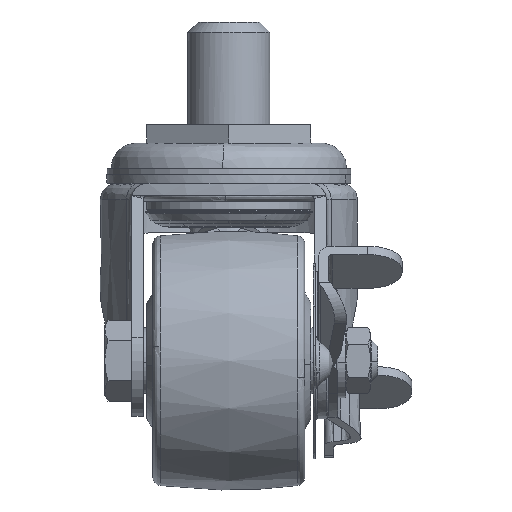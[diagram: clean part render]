
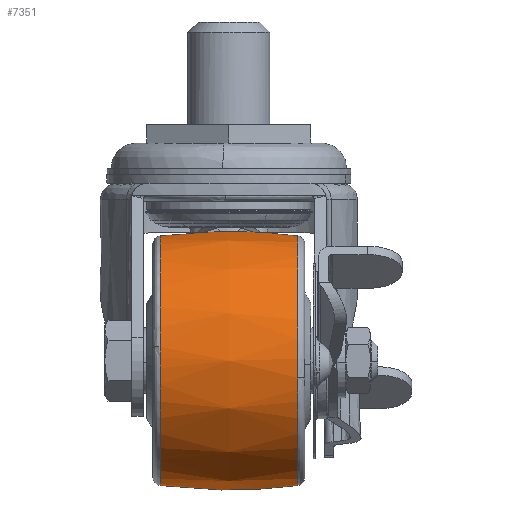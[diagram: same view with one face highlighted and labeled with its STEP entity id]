
A CAD part, left-side view. The second image highlights one B-rep face of the part: STEP entity #7351.
In plain terms, the highlighted free-form (B-spline) face has degree [2, 2] with [3, 7] control points.
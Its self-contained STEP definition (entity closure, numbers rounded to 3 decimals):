
#7000=CARTESIAN_POINT('',(-36.0,-16.758,-22.585));
#7001=VERTEX_POINT('',#7000);
#7015=CARTESIAN_POINT('',(-66.125,-16.758,-57.191));
#7016=VERTEX_POINT('',#7015);
#7017=CARTESIAN_POINT('',(-66.125,-16.758,-57.191));
#7018=CARTESIAN_POINT('',(-66.415,-16.758,-55.106));
#7019=CARTESIAN_POINT('',(-66.415,-16.758,-53.));
#7020=CARTESIAN_POINT('',(-66.415,-16.758,-22.585));
#7021=CARTESIAN_POINT('',(-36.0,-16.758,-22.585));
#7029=(BOUNDED_CURVE()B_SPLINE_CURVE(2,(#7017,#7018,#7019,#7020,#7021),.UNSPECIFIED.,.F.,.U.)B_SPLINE_CURVE_WITH_KNOTS((3,2,3),(0.726,0.75,1.0),.UNSPECIFIED.)CURVE()GEOMETRIC_REPRESENTATION_ITEM()RATIONAL_B_SPLINE_CURVE((0.95,0.972,1.0,0.707,1.0))REPRESENTATION_ITEM(''));
#7030=EDGE_CURVE('',#7016,#7001,#7029,.T.);
#7079=CARTESIAN_POINT('',(-36.0,-16.758,-83.415));
#7080=VERTEX_POINT('',#7079);
#7081=CARTESIAN_POINT('',(-36.0,-16.758,-83.415));
#7082=CARTESIAN_POINT('',(-62.477,-16.758,-83.415));
#7083=CARTESIAN_POINT('',(-66.125,-16.758,-57.191));
#7091=(BOUNDED_CURVE()B_SPLINE_CURVE(2,(#7081,#7082,#7083),.UNSPECIFIED.,.F.,.U.)B_SPLINE_CURVE_WITH_KNOTS((3,3),(0.5,0.726),.UNSPECIFIED.)CURVE()GEOMETRIC_REPRESENTATION_ITEM()RATIONAL_B_SPLINE_CURVE((1.0,0.735,0.95))REPRESENTATION_ITEM(''));
#7092=EDGE_CURVE('',#7080,#7016,#7091,.T.);
#7221=CARTESIAN_POINT('',(-36.0,16.758,-22.585));
#7222=VERTEX_POINT('',#7221);
#7223=CARTESIAN_POINT('',(-36.,16.758,-22.585));
#7224=CARTESIAN_POINT('',(-36.0,0.,-20.407));
#7225=CARTESIAN_POINT('',(-36.,-16.758,-22.585));
#7233=(BOUNDED_CURVE()B_SPLINE_CURVE(2,(#7223,#7224,#7225),.UNSPECIFIED.,.F.,.U.)B_SPLINE_CURVE_WITH_KNOTS((3,3),(0.413,0.587),.UNSPECIFIED.)CURVE()GEOMETRIC_REPRESENTATION_ITEM()RATIONAL_B_SPLINE_CURVE((0.883,0.875,0.883))REPRESENTATION_ITEM(''));
#7234=EDGE_CURVE('',#7222,#7001,#7233,.T.);
#7238=CARTESIAN_POINT('',(-36.0,16.758,-83.415));
#7239=VERTEX_POINT('',#7238);
#7240=CARTESIAN_POINT('',(-36.0,16.758,-83.415));
#7241=CARTESIAN_POINT('',(-36.0,0.,-85.594));
#7242=CARTESIAN_POINT('',(-36.,-16.758,-83.415));
#7250=(BOUNDED_CURVE()B_SPLINE_CURVE(2,(#7240,#7241,#7242),.UNSPECIFIED.,.F.,.U.)B_SPLINE_CURVE_WITH_KNOTS((3,3),(0.413,0.587),.UNSPECIFIED.)CURVE()GEOMETRIC_REPRESENTATION_ITEM()RATIONAL_B_SPLINE_CURVE((0.883,0.875,0.883))REPRESENTATION_ITEM(''));
#7251=EDGE_CURVE('',#7239,#7080,#7250,.T.);
#7286=CARTESIAN_POINT('',(-35.156,18.416,-83.189));
#7287=CARTESIAN_POINT('',(-35.082,0.,-85.824));
#7288=CARTESIAN_POINT('',(-35.156,-18.416,-83.189));
#7289=CARTESIAN_POINT('',(-35.576,18.416,-83.189));
#7290=CARTESIAN_POINT('',(-35.539,0.,-85.824));
#7291=CARTESIAN_POINT('',(-35.576,-18.416,-83.189));
#7292=CARTESIAN_POINT('',(-66.189,18.416,-83.189));
#7293=CARTESIAN_POINT('',(-68.824,0.,-85.824));
#7294=CARTESIAN_POINT('',(-66.189,-18.416,-83.189));
#7295=CARTESIAN_POINT('',(-66.189,18.416,-53.));
#7296=CARTESIAN_POINT('',(-68.824,0.,-53.));
#7297=CARTESIAN_POINT('',(-66.189,-18.416,-53.));
#7298=CARTESIAN_POINT('',(-66.189,18.416,-22.812));
#7299=CARTESIAN_POINT('',(-68.824,0.,-20.176));
#7300=CARTESIAN_POINT('',(-66.189,-18.416,-22.812));
#7301=CARTESIAN_POINT('',(-35.576,18.416,-22.812));
#7302=CARTESIAN_POINT('',(-35.539,0.,-20.176));
#7303=CARTESIAN_POINT('',(-35.576,-18.416,-22.812));
#7304=CARTESIAN_POINT('',(-35.156,18.416,-22.812));
#7305=CARTESIAN_POINT('',(-35.082,0.,-20.176));
#7306=CARTESIAN_POINT('',(-35.156,-18.416,-22.812));
#7314=(BOUNDED_SURFACE()B_SPLINE_SURFACE(2,2,((#7286,#7289,#7292,#7295,#7298,#7301,#7304),(#7287,#7290,#7293,#7296,#7299,#7302,#7305),(#7288,#7291,#7294,#7297,#7300,#7303,#7306)),.UNSPECIFIED.,.F.,.F.,.U.)B_SPLINE_SURFACE_WITH_KNOTS((3,3),(3,1,2,1,3),(0.0,37.018),(0.0,1.044,53.234,105.424,106.468),.UNSPECIFIED.)GEOMETRIC_REPRESENTATION_ITEM()RATIONAL_B_SPLINE_SURFACE(((0.894,0.888,0.625,0.883,0.625,0.888,0.894),(0.885,0.88,0.618,0.874,0.618,0.88,0.885),(0.894,0.888,0.625,0.883,0.625,0.888,0.894)))REPRESENTATION_ITEM('')SURFACE());
#7315=ORIENTED_EDGE('',*,*,#7234,.F.);
#7316=CARTESIAN_POINT('',(-66.221,16.758,-49.568));
#7317=VERTEX_POINT('',#7316);
#7318=CARTESIAN_POINT('',(-66.221,16.758,-49.568));
#7319=CARTESIAN_POINT('',(-63.156,16.758,-22.585));
#7320=CARTESIAN_POINT('',(-36.0,16.758,-22.585));
#7328=(BOUNDED_CURVE()B_SPLINE_CURVE(2,(#7318,#7319,#7320),.UNSPECIFIED.,.F.,.U.)B_SPLINE_CURVE_WITH_KNOTS((3,3),(0.77,1.0),.UNSPECIFIED.)CURVE()GEOMETRIC_REPRESENTATION_ITEM()RATIONAL_B_SPLINE_CURVE((0.958,0.73,1.0))REPRESENTATION_ITEM(''));
#7329=EDGE_CURVE('',#7317,#7222,#7328,.T.);
#7330=ORIENTED_EDGE('',*,*,#7329,.F.);
#7331=CARTESIAN_POINT('',(-36.0,16.758,-83.415));
#7332=CARTESIAN_POINT('',(-66.415,16.758,-83.415));
#7333=CARTESIAN_POINT('',(-66.415,16.758,-53.));
#7334=CARTESIAN_POINT('',(-66.415,16.758,-51.279));
#7335=CARTESIAN_POINT('',(-66.221,16.758,-49.568));
#7343=(BOUNDED_CURVE()B_SPLINE_CURVE(2,(#7331,#7332,#7333,#7334,#7335),.UNSPECIFIED.,.F.,.U.)B_SPLINE_CURVE_WITH_KNOTS((3,2,3),(0.5,0.75,0.77),.UNSPECIFIED.)CURVE()GEOMETRIC_REPRESENTATION_ITEM()RATIONAL_B_SPLINE_CURVE((1.0,0.707,1.0,0.977,0.958))REPRESENTATION_ITEM(''));
#7344=EDGE_CURVE('',#7239,#7317,#7343,.T.);
#7345=ORIENTED_EDGE('',*,*,#7344,.F.);
#7346=ORIENTED_EDGE('',*,*,#7251,.T.);
#7347=ORIENTED_EDGE('',*,*,#7092,.T.);
#7348=ORIENTED_EDGE('',*,*,#7030,.T.);
#7349=EDGE_LOOP('',(#7315,#7330,#7345,#7346,#7347,#7348));
#7350=FACE_OUTER_BOUND('',#7349,.T.);
#7351=ADVANCED_FACE('',(#7350),#7314,.T.);
